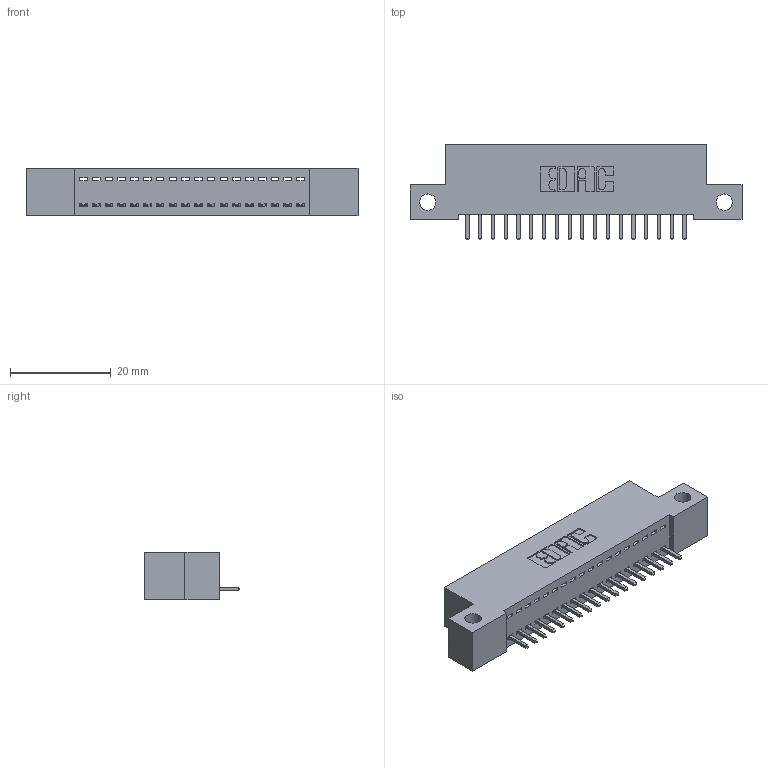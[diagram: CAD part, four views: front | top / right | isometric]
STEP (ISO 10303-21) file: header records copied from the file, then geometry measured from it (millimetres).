
FILE_DESCRIPTION (( 'STEP AP203' ), '1' );
FILE_NAME ('342-018-521-112.STEP', '2019-10-01T19:45:50', ( '' ), ( '' ), 'SwSTEP 2.0', 'SolidWorks 2016', '' );
FILE_SCHEMA (( 'CONFIG_CONTROL_DESIGN' ));
Length unit declared in the file: inch
Products named in the file (3): 342 Part_Side Mount; 345-292-001_345-293-121; 342-018-521-112
Assembly tree (19 placements, depth 2):
  342-018-521-112
    342 Part_Side Mount
    345-292-001_345-293-121  x18
Bounding box: 66.04 x 19.06 x 9.4 mm (x, y, z)
Volume: 5576.8 mm3; surface area: 7381.6 mm2
Topology: 19 solids, 19 shells, 1154 faces, 3467 edges, 2286 vertices
Faces by surface type: plane 822, cylinder 332
Entity records: 13997 total; most frequent: CARTESIAN_POINT 2424, ORIENTED_EDGE 2378, DIRECTION 2093, EDGE_CURVE 1189, LINE 1061, VECTOR 1061, VERTEX_POINT 790, AXIS2_PLACEMENT_3D 516
